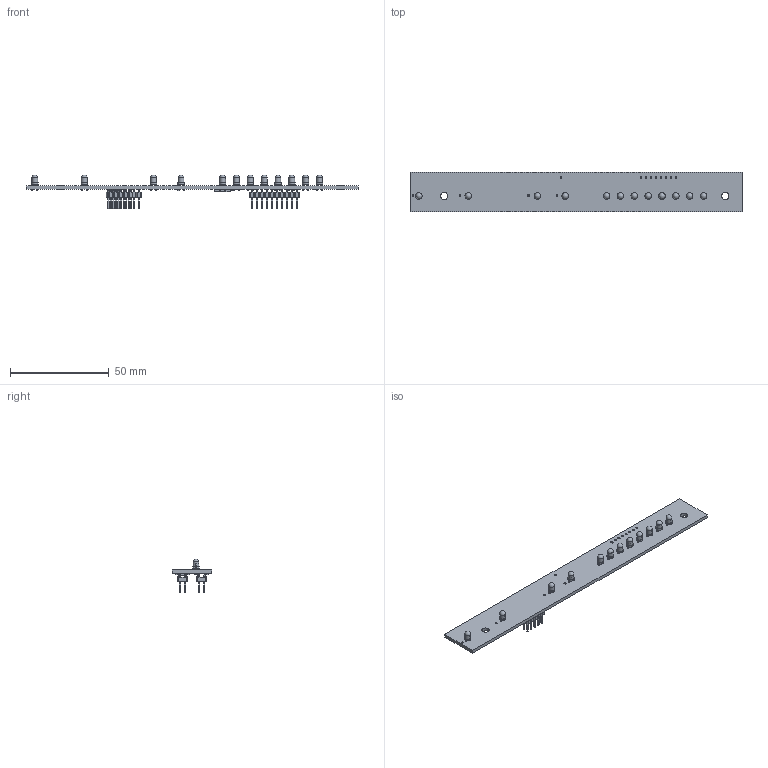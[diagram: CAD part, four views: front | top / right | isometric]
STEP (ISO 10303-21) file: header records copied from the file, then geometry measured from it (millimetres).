
FILE_DESCRIPTION(('Open CASCADE Model'),'2;1');
FILE_NAME('Open CASCADE Shape Model','2012-09-13T15:36:01',('Author'),( 'Open CASCADE'),'Open CASCADE STEP processor 6.2','Open CASCADE 6.2' ,'Unknown');
FILE_SCHEMA(('AUTOMOTIVE_DESIGN { 1 0 10303 214 1 1 1 1 }'));
Length unit declared in the file: millimetre
Products named in the file (81): PCB; Board; DS12; SW3dPS-LEDd3G; SW3dPS-LEDd3G_Open_CASCADE_STEP_translator_6.2_685.1; SW3dPS-LEDd3G_352708560; SW3dPS-LEDd3G_Extruded; SW3dPS-LEDd3G_352709328; SW3dPS-LEDd3G_Extruded4; SW3dPS-LEDd3G_352708816; SW3dPS-LEDd3G_Extruded3; SW3dPS-LEDd3G_352709712; SW3dPS-LEDd3G_Extruded1; SW3dPS-LEDd3G_352708944; SW3dPS-LEDd3G_Extruded5; SW3dPS-LEDd3G_352709456; SW3dPS-LEDd3G_Extruded2; SW3dPS-LEDd3G_352479088; SW3dPS-LEDd3G_Cylinder1; SW3dPS-LEDd3G_352468896; SW3dPS-LEDd3G_Sphere; SW3dPS-LEDd3G_352476064; SW3dPS-LEDd3G_Cylinder; DS11; DS10; DS9; DS8; DS7; DS6; DS5; DS4; DS3; DS2; DS1; C1; cap_0402; C2; C8; J1; m20-87610xx_asm_asm ...
Assembly tree (161 placements, depth 6):
  PCB
    Board
    DS12
      SW3dPS-LEDd3G
        SW3dPS-LEDd3G_Open_CASCADE_STEP_translator_6.2_685.1
          SW3dPS-LEDd3G_352708560  x2
            SW3dPS-LEDd3G_Extruded
          SW3dPS-LEDd3G_352709328  x2
            SW3dPS-LEDd3G_Extruded4
          SW3dPS-LEDd3G_352708816  x2
            SW3dPS-LEDd3G_Extruded3
          SW3dPS-LEDd3G_352709712
            SW3dPS-LEDd3G_Extruded1
          SW3dPS-LEDd3G_352708944  x2
            SW3dPS-LEDd3G_Extruded5
          SW3dPS-LEDd3G_352709456
            SW3dPS-LEDd3G_Extruded2
          SW3dPS-LEDd3G_352479088
            SW3dPS-LEDd3G_Cylinder1
          SW3dPS-LEDd3G_352468896
            SW3dPS-LEDd3G_Sphere
          SW3dPS-LEDd3G_352476064
            SW3dPS-LEDd3G_Cylinder
    DS11
      SW3dPS-LEDd3G
        SW3dPS-LEDd3G_Open_CASCADE_STEP_translator_6.2_685.1
          SW3dPS-LEDd3G_352708560  x2
            SW3dPS-LEDd3G_Extruded
          SW3dPS-LEDd3G_352709328  x2
            SW3dPS-LEDd3G_Extruded4
          SW3dPS-LEDd3G_352708816  x2
            SW3dPS-LEDd3G_Extruded3
          SW3dPS-LEDd3G_352709712
            SW3dPS-LEDd3G_Extruded1
          SW3dPS-LEDd3G_352708944  x2
            SW3dPS-LEDd3G_Extruded5
          SW3dPS-LEDd3G_352709456
            SW3dPS-LEDd3G_Extruded2
          SW3dPS-LEDd3G_352479088
            SW3dPS-LEDd3G_Cylinder1
          SW3dPS-LEDd3G_352468896
            SW3dPS-LEDd3G_Sphere
          SW3dPS-LEDd3G_352476064
            SW3dPS-LEDd3G_Cylinder
    DS10
      SW3dPS-LEDd3G
        SW3dPS-LEDd3G_Open_CASCADE_STEP_translator_6.2_685.1
          SW3dPS-LEDd3G_352708560  x2
            SW3dPS-LEDd3G_Extruded
          SW3dPS-LEDd3G_352709328  x2
            SW3dPS-LEDd3G_Extruded4
          SW3dPS-LEDd3G_352708816  x2
            SW3dPS-LEDd3G_Extruded3
          SW3dPS-LEDd3G_352709712
            SW3dPS-LEDd3G_Extruded1
          SW3dPS-LEDd3G_352708944  x2
            SW3dPS-LEDd3G_Extruded5
          SW3dPS-LEDd3G_352709456
            SW3dPS-LEDd3G_Extruded2
          SW3dPS-LEDd3G_352479088
Bounding box: 168 x 20 x 17.13 mm (x, y, z)
Volume: 6154.7 mm3; surface area: 11524.3 mm2
Topology: 185 solids, 1385 shells, 4226 faces, 12626 edges, 9832 vertices
Faces by surface type: plane 1716, bspline 1656, cylinder 614, sphere 240
Full cylindrical faces by diameter (mm): 0.787 x12, 0.8 x12, 3.708 x2
Entity records: 57523 total; most frequent: CARTESIAN_POINT 17600, DIRECTION 4369, ORIENTED_EDGE 3430, PCURVE 3430, DEFINITIONAL_REPRESENTATION 3430, LINE 3325, VECTOR 3325, EDGE_CURVE 2953
